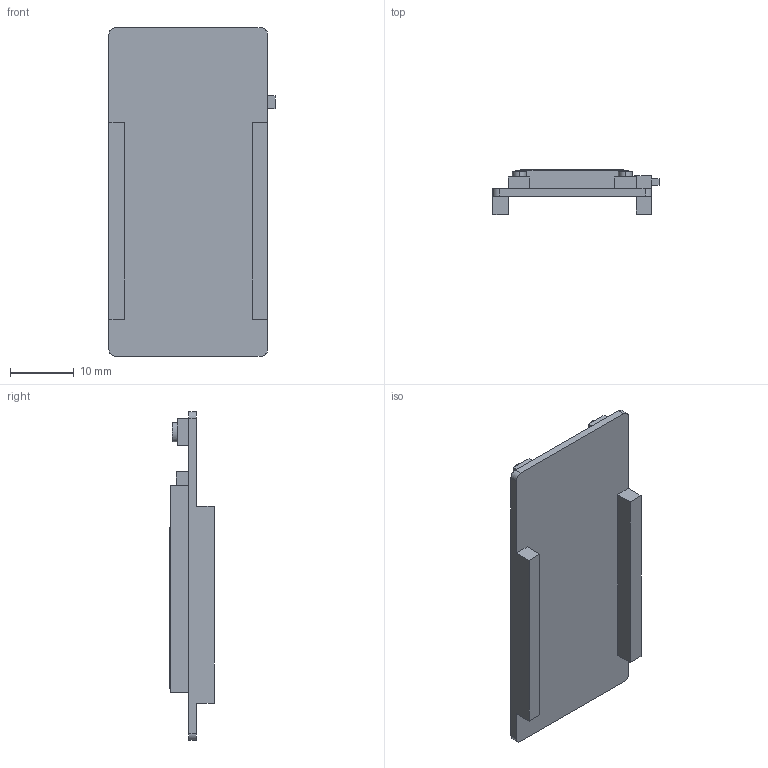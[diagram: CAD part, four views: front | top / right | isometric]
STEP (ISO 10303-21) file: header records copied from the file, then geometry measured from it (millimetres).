
FILE_DESCRIPTION((''),'2;1');
FILE_NAME('MANIFOLD_SOLID_BREP_11433_5_1','2023-05-30T09:31:29',('HR'),(''),'CREO PARAMETRIC BY PTC INC, 2019010','CREO PARAMETRIC BY PTC INC, 2019010','');
FILE_SCHEMA(('AUTOMOTIVE_DESIGN { 1 0 10303 214 1 1 1 1 }'));
Length unit declared in the file: millimetre
Products named in the file (1): MANIFOLD_SOLID_BREP_11433_5_1
Bounding box: 26 x 7 x 51.4 mm (x, y, z)
Volume: 3727.7 mm3; surface area: 3502.7 mm2
Topology: 1 solids, 1 shells, 53 faces, 132 edges, 88 vertices
Faces by surface type: plane 45, cylinder 4, extrusion 4
Entity records: 2106 total; most frequent: CARTESIAN_POINT 365, ORIENTED_EDGE 264, DIRECTION 242, PRESENTATION_STYLE_ASSIGNMENT 133, STYLED_ITEM 133, CURVE_STYLE 132, EDGE_CURVE 132, VECTOR 120
